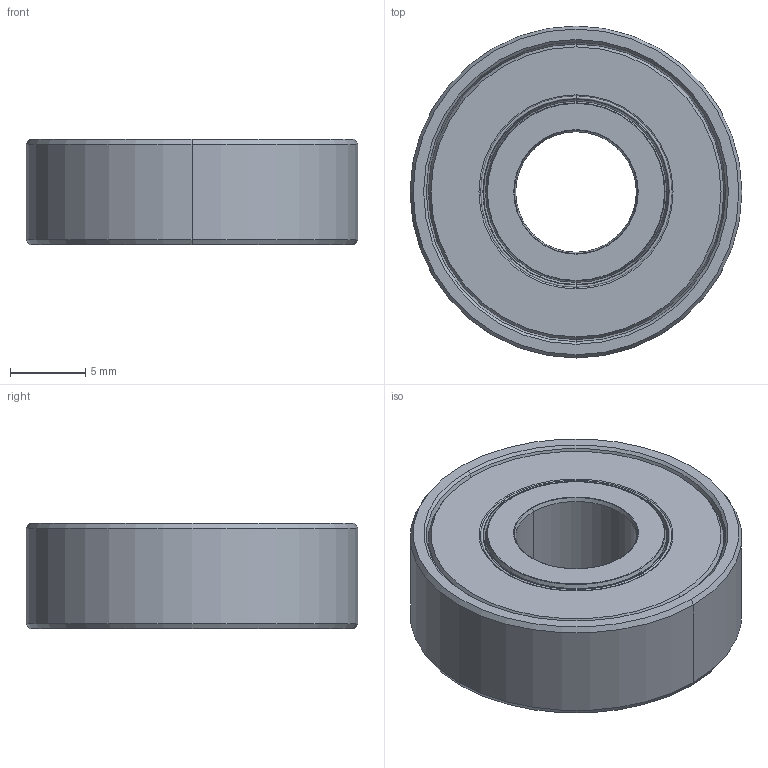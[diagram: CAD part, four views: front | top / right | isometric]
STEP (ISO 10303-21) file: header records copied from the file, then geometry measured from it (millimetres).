
FILE_DESCRIPTION (( 'STEP AP214' ), '1' );
FILE_NAME ('608 2rs leadscrew stab.STEP', '2025-09-18T19:07:37', ( '' ), ( '' ), 'SwSTEP 2.0', 'SolidWorks 2024', '' );
FILE_SCHEMA (( 'AUTOMOTIVE_DESIGN' ));
Length unit declared in the file: millimetre
Products named in the file (1): 608 2rs leadscrew stab_2349K744
Bounding box: 22 x 22 x 7 mm (x, y, z)
Volume: 1606.5 mm3; surface area: 3185 mm2
Topology: 13 solids, 13 shells, 110 faces, 241 edges, 141 vertices
Faces by surface type: cylinder 32, cone 28, torus 26, sphere 14, plane 10
Entity records: 3058 total; most frequent: DIRECTION 574, CARTESIAN_POINT 437, ORIENTED_EDGE 412, AXIS2_PLACEMENT_3D 257, EDGE_CURVE 206, CIRCLE 146, EDGE_LOOP 120, VERTEX_POINT 120
